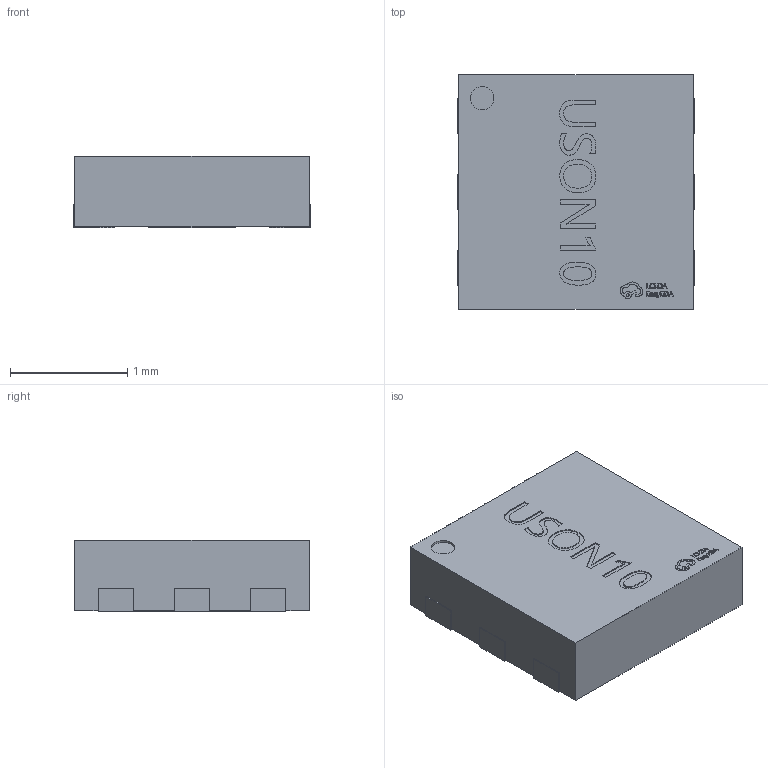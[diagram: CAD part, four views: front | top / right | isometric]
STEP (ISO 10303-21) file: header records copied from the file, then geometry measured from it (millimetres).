
FILE_DESCRIPTION (( 'STEP AP214' ), '1' );
FILE_NAME ('USON-6_L2.0-W2.0-H0.7-P0.65.step', '2022-07-26T09:29:13', ( '' ), ( '' ), 'SwSTEP 2.0', 'SolidWorks 2020', '' );
FILE_SCHEMA (( 'AUTOMOTIVE_DESIGN' ));
Length unit declared in the file: millimetre
Products named in the file (1): USON-6_L2.0-W2.0-H0.7-P0.65
Bounding box: 2.02 x 2 x 0.61 mm (x, y, z)
Volume: 2.4 mm3; surface area: 13.1 mm2
Topology: 14 solids, 14 shells, 414 faces, 1107 edges, 738 vertices
Faces by surface type: plane 253, bspline 150, cylinder 11
Entity records: 20352 total; most frequent: CARTESIAN_POINT 6794, ORIENTED_EDGE 2214, DIRECTION 1355, EDGE_CURVE 1107, VECTOR 781, LINE 781, VERTEX_POINT 738, EDGE_LOOP 443
